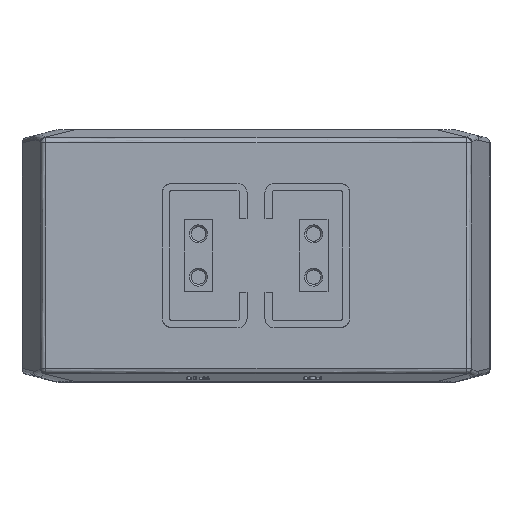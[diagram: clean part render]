
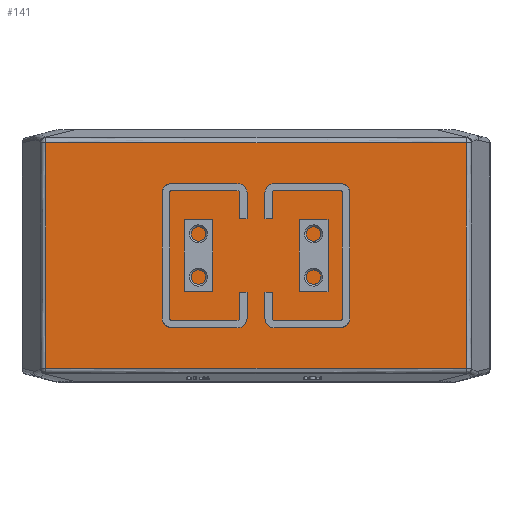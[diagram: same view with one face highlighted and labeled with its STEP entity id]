
A CAD part, top view. The second image highlights one B-rep face of the part: STEP entity #141.
In plain terms, the highlighted free-form (B-spline) face has degree [1, 1] with [2, 2] control points.
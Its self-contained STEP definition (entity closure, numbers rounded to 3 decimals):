
#141=ADVANCED_FACE('',(#413),#3223,.T.);
#413=FACE_OUTER_BOUND('',#673,.T.);
#673=EDGE_LOOP('',(#1029,#1030,#1031,#1032));
#1029=ORIENTED_EDGE('',*,*,#2192,.T.);
#1030=ORIENTED_EDGE('',*,*,#2190,.T.);
#1031=ORIENTED_EDGE('',*,*,#2191,.T.);
#1032=ORIENTED_EDGE('',*,*,#2189,.F.);
#2189=EDGE_CURVE('',#2788,#2789,#9251,.T.);
#2190=EDGE_CURVE('',#2790,#2791,#9252,.T.);
#2191=EDGE_CURVE('',#2791,#2789,#9253,.T.);
#2192=EDGE_CURVE('',#2788,#2790,#9254,.T.);
#2788=VERTEX_POINT('',#5801);
#2789=VERTEX_POINT('',#5802);
#2790=VERTEX_POINT('',#5803);
#2791=VERTEX_POINT('',#5804);
#3223=B_SPLINE_SURFACE_WITH_KNOTS('',1,1,((#4900,#4901),(#4902,#4903)),.UNSPECIFIED.,
.F.,.F.,.F.,(2,2),(2,2),(6.643,123.357),(3.671,
66.329),.UNSPECIFIED.);
#3798=CARTESIAN_POINT('',(6.643,3.671,127.));
#3799=CARTESIAN_POINT('',(6.643,24.557,127.));
#3800=CARTESIAN_POINT('',(6.643,45.443,127.));
#3801=CARTESIAN_POINT('',(6.643,66.329,127.));
#3802=CARTESIAN_POINT('',(123.357,3.671,127.));
#3803=CARTESIAN_POINT('',(123.357,24.557,127.));
#3804=CARTESIAN_POINT('',(123.357,45.443,127.));
#3805=CARTESIAN_POINT('',(123.357,66.329,127.));
#3806=CARTESIAN_POINT('',(123.357,66.329,127.));
#3807=CARTESIAN_POINT('',(84.452,66.329,127.));
#3808=CARTESIAN_POINT('',(45.548,66.329,127.));
#3809=CARTESIAN_POINT('',(6.643,66.329,127.));
#3810=CARTESIAN_POINT('',(6.643,3.671,127.));
#3811=CARTESIAN_POINT('',(45.548,3.671,127.));
#3812=CARTESIAN_POINT('',(84.452,3.671,127.));
#3813=CARTESIAN_POINT('',(123.357,3.671,127.));
#4900=CARTESIAN_POINT('',(123.357,66.329,127.));
#4901=CARTESIAN_POINT('',(123.357,3.671,127.));
#4902=CARTESIAN_POINT('',(6.643,66.329,127.));
#4903=CARTESIAN_POINT('',(6.643,3.671,127.));
#5801=CARTESIAN_POINT('',(6.643,3.671,127.));
#5802=CARTESIAN_POINT('',(6.643,66.329,127.));
#5803=CARTESIAN_POINT('',(123.357,3.671,127.));
#5804=CARTESIAN_POINT('',(123.357,66.329,127.));
#9251=B_SPLINE_CURVE_WITH_KNOTS('',3,(#3798,#3799,#3800,#3801),.UNSPECIFIED.,
.F.,.F.,(4,4),(-65.369,-2.711),.UNSPECIFIED.);
#9252=B_SPLINE_CURVE_WITH_KNOTS('',3,(#3802,#3803,#3804,#3805),.UNSPECIFIED.,
.F.,.F.,(4,4),(-65.369,-2.711),.UNSPECIFIED.);
#9253=B_SPLINE_CURVE_WITH_KNOTS('',3,(#3806,#3807,#3808,#3809),.UNSPECIFIED.,
.F.,.F.,(4,4),(-119.19,-2.476),.UNSPECIFIED.);
#9254=B_SPLINE_CURVE_WITH_KNOTS('',3,(#3810,#3811,#3812,#3813),.UNSPECIFIED.,
.F.,.F.,(4,4),(2.476,119.19),.UNSPECIFIED.);
